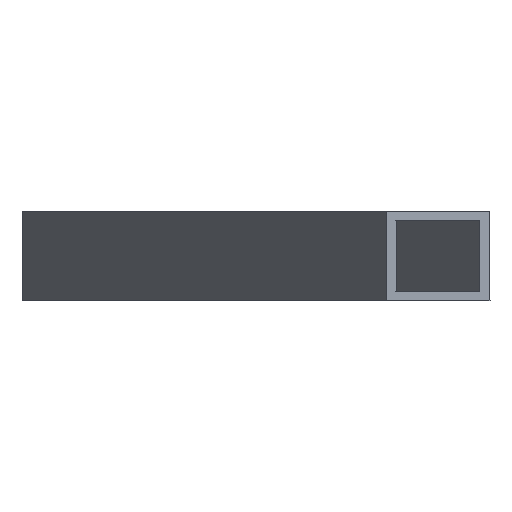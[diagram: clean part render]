
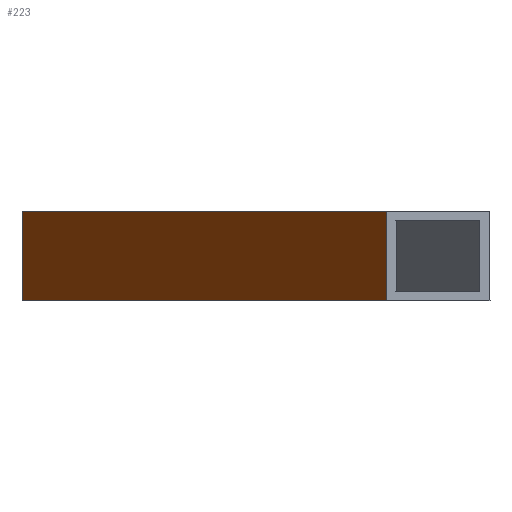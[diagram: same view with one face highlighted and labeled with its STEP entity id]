
A CAD part, left-side view. The second image highlights one B-rep face of the part: STEP entity #223.
In plain terms, the highlighted planar face has unit normal (-0.5, 0.866, 0).
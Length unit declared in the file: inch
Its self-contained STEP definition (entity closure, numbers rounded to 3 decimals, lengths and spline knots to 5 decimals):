
#29=FACE_OUTER_BOUND('',#41,.T.);
#41=EDGE_LOOP('',(#157,#158,#159,#160));
#61=LINE('',#321,#85);
#62=LINE('',#323,#86);
#63=LINE('',#325,#87);
#64=LINE('',#326,#88);
#85=VECTOR('',#263,10.15662);
#86=VECTOR('',#264,1.25);
#87=VECTOR('',#265,10.15662);
#88=VECTOR('',#266,1.25);
#109=VERTEX_POINT('',#319);
#110=VERTEX_POINT('',#320);
#111=VERTEX_POINT('',#322);
#112=VERTEX_POINT('',#324);
#129=EDGE_CURVE('',#109,#110,#61,.T.);
#130=EDGE_CURVE('',#109,#111,#62,.T.);
#131=EDGE_CURVE('',#111,#112,#63,.T.);
#132=EDGE_CURVE('',#110,#112,#64,.T.);
#157=ORIENTED_EDGE('',*,*,#129,.F.);
#158=ORIENTED_EDGE('',*,*,#130,.T.);
#159=ORIENTED_EDGE('',*,*,#131,.T.);
#160=ORIENTED_EDGE('',*,*,#132,.F.);
#213=PLANE('',#243);
#223=ADVANCED_FACE('',(#29),#213,.T.);
#243=AXIS2_PLACEMENT_3D('',#318,#261,#262);
#261=DIRECTION('center_axis',(-0.5,0.866,0.));
#262=DIRECTION('ref_axis',(0.,0.,1.));
#263=DIRECTION('',(0.866,0.5,0.));
#264=DIRECTION('',(0.,0.,1.));
#265=DIRECTION('',(0.866,0.5,0.));
#266=DIRECTION('',(0.,0.,1.));
#318=CARTESIAN_POINT('Origin',(-17043.34622,-9850.13715,0.80618));
#319=CARTESIAN_POINT('',(0.,-10.15662,0.));
#320=CARTESIAN_POINT('',(8.79589,-5.07831,0.));
#321=CARTESIAN_POINT('',(0.,-10.15662,0.));
#322=CARTESIAN_POINT('',(0.,-10.15662,1.25));
#323=CARTESIAN_POINT('',(0.,-10.15662,0.));
#324=CARTESIAN_POINT('',(8.79589,-5.07831,1.25));
#325=CARTESIAN_POINT('',(0.,-10.15662,1.25));
#326=CARTESIAN_POINT('',(8.79589,-5.07831,0.));
